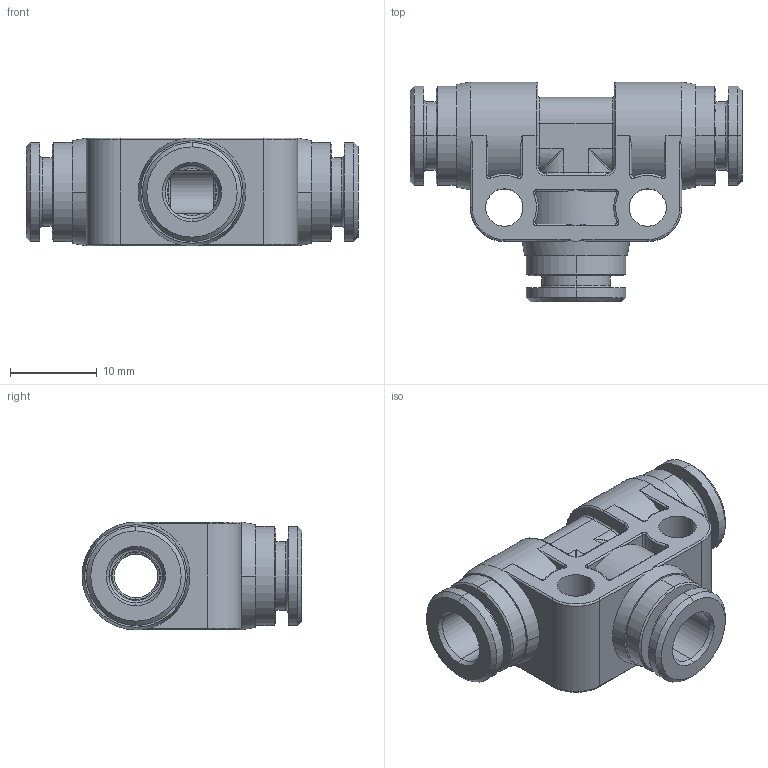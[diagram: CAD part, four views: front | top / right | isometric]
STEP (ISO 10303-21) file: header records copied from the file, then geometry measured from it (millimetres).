
FILE_DESCRIPTION(( 'MXP.29.06.06.stp' ), '1');
FILE_NAME( 'MXP.29.06.06.stp', '2021-02-22T15:44:53',( 'Sopra'),('sopra-pneumatic.com'), 'SwSTEP 2.0','SolidWorks 2009','' );
FILE_SCHEMA(('CONFIG_CONTROL_DESIGN'));
Length unit declared in the file: millimetre
Products named in the file (1): 367610B_954V-6FF
Bounding box: 38.2 x 25.3 x 12.4 mm (x, y, z)
Volume: 4595.8 mm3; surface area: 4083.1 mm2
Topology: 1 solids, 1 shells, 268 faces, 648 edges, 394 vertices
Faces by surface type: cylinder 119, torus 64, plane 49, cone 24, bspline 12
Entity records: 9178 total; most frequent: CARTESIAN_POINT 2872, DIRECTION 1377, ORIENTED_EDGE 1296, EDGE_CURVE 648, AXIS2_PLACEMENT_3D 580, VERTEX_POINT 394, CIRCLE 324, EDGE_LOOP 288
